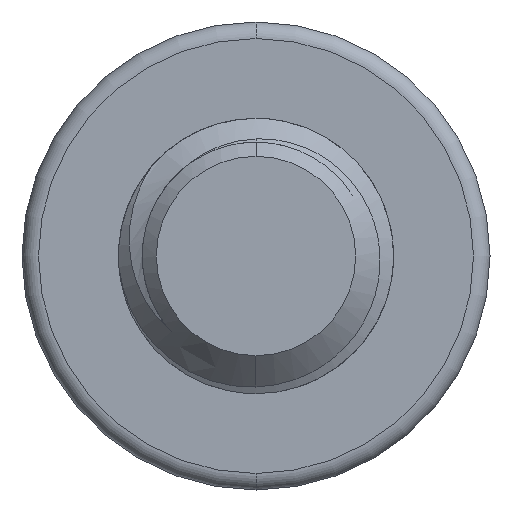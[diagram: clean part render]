
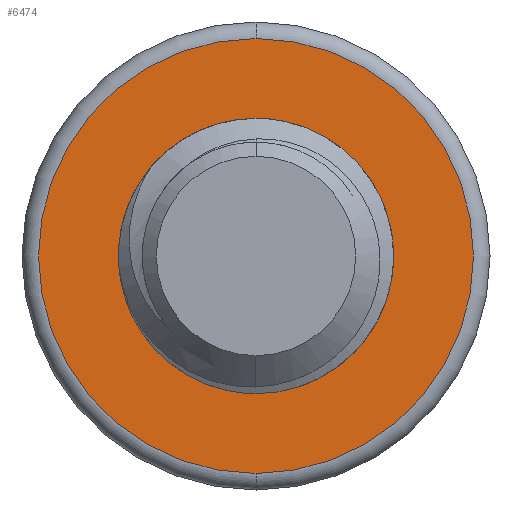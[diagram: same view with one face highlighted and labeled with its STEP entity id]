
A CAD part, front view. The second image highlights one B-rep face of the part: STEP entity #6474.
In plain terms, the highlighted planar face has unit normal (0, -1, 0).
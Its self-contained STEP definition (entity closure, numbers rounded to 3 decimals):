
#551 = ORIENTED_EDGE ( 'NONE', *, *, #1871, .T. ) ;
#584 = AXIS2_PLACEMENT_3D ( 'NONE', #3004, #2480, #5299 ) ;
#598 = FACE_BOUND ( 'NONE', #5604, .T. ) ;
#641 = EDGE_CURVE ( 'NONE', #3532, #1526, #4758, .T. ) ;
#737 = DIRECTION ( 'NONE',  ( 0., 0., 1. ) ) ;
#928 = DIRECTION ( 'NONE',  ( 0., 0., 1. ) ) ;
#1071 = PLANE ( 'NONE',  #3148 ) ;
#1107 = DIRECTION ( 'NONE',  ( 0., -1., 0. ) ) ;
#1358 = CARTESIAN_POINT ( 'NONE',  ( 0., 50., -2.5 ) ) ;
#1504 = CIRCLE ( 'NONE', #584, 3.95 ) ;
#1526 = VERTEX_POINT ( 'NONE', #7028 ) ;
#1871 = EDGE_CURVE ( 'NONE', #1526, #3532, #6279, .T. ) ;
#1959 = ORIENTED_EDGE ( 'NONE', *, *, #641, .T. ) ;
#1975 = CIRCLE ( 'NONE', #4901, 3.95 ) ;
#1994 = EDGE_LOOP ( 'NONE', ( #3476, #4194 ) ) ;
#2480 = DIRECTION ( 'NONE',  ( 0., -1., 0. ) ) ;
#2495 = CARTESIAN_POINT ( 'NONE',  ( 0., 50., 0. ) ) ;
#2870 = DIRECTION ( 'NONE',  ( 0., 0., 1. ) ) ;
#2934 = VERTEX_POINT ( 'NONE', #3853 ) ;
#2953 = CARTESIAN_POINT ( 'NONE',  ( 0., 50., 3.95 ) ) ;
#3004 = CARTESIAN_POINT ( 'NONE',  ( 0., 50., 0. ) ) ;
#3132 = AXIS2_PLACEMENT_3D ( 'NONE', #4882, #6558, #928 ) ;
#3148 = AXIS2_PLACEMENT_3D ( 'NONE', #6124, #7221, #2870 ) ;
#3209 = VERTEX_POINT ( 'NONE', #2953 ) ;
#3377 = CARTESIAN_POINT ( 'NONE',  ( 0., 50., 0. ) ) ;
#3476 = ORIENTED_EDGE ( 'NONE', *, *, #4279, .T. ) ;
#3532 = VERTEX_POINT ( 'NONE', #1358 ) ;
#3853 = CARTESIAN_POINT ( 'NONE',  ( 0., 50., -3.95 ) ) ;
#4052 = AXIS2_PLACEMENT_3D ( 'NONE', #2495, #6924, #737 ) ;
#4194 = ORIENTED_EDGE ( 'NONE', *, *, #6515, .T. ) ;
#4279 = EDGE_CURVE ( 'NONE', #3209, #2934, #1504, .T. ) ;
#4391 = DIRECTION ( 'NONE',  ( 0., 0., 1. ) ) ;
#4758 = CIRCLE ( 'NONE', #4052, 2.5 ) ;
#4882 = CARTESIAN_POINT ( 'NONE',  ( 0., 50., 0. ) ) ;
#4901 = AXIS2_PLACEMENT_3D ( 'NONE', #3377, #1107, #4391 ) ;
#4958 = FACE_OUTER_BOUND ( 'NONE', #1994, .T. ) ;
#5299 = DIRECTION ( 'NONE',  ( 0., 0., 1. ) ) ;
#5604 = EDGE_LOOP ( 'NONE', ( #1959, #551 ) ) ;
#6124 = CARTESIAN_POINT ( 'NONE',  ( 0., 50., 0. ) ) ;
#6279 = CIRCLE ( 'NONE', #3132, 2.5 ) ;
#6474 = ADVANCED_FACE ( 'NONE', ( #4958, #598 ), #1071, .F. ) ;
#6515 = EDGE_CURVE ( 'NONE', #2934, #3209, #1975, .T. ) ;
#6558 = DIRECTION ( 'NONE',  ( 0., 1., 0. ) ) ;
#6924 = DIRECTION ( 'NONE',  ( 0., 1., 0. ) ) ;
#7028 = CARTESIAN_POINT ( 'NONE',  ( 0., 50., 2.5 ) ) ;
#7221 = DIRECTION ( 'NONE',  ( 0., 1., 0. ) ) ;
